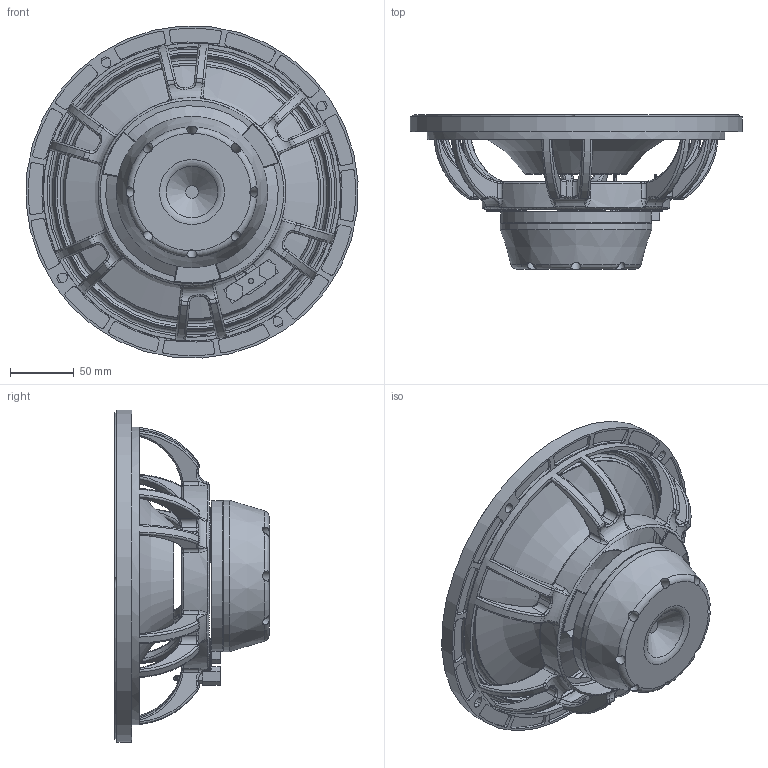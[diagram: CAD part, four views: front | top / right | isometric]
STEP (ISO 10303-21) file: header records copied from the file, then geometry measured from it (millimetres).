
FILE_DESCRIPTION (( 'STEP AP203' ), '1' );
FILE_NAME ('055 3D.STEP', '2023-05-17T13:53:26', ( '' ), ( '' ), 'SwSTEP 2.0', 'SolidWorks 2020', '' );
FILE_SCHEMA (( 'CONFIG_CONTROL_DESIGN' ));
Length unit declared in the file: millimetre
Products named in the file (1): 055 3D
Bounding box: 260.61 x 121 x 260.61 mm (x, y, z)
Surface area: 277748.2 mm2 (no closed solid volume)
Topology: 0 solids, 29 shells, 647 faces, 2009 edges, 1347 vertices
Faces by surface type: cylinder 210, plane 192, bspline 140, torus 88, cone 14, sphere 3
Full cylindrical faces by diameter (mm): 2 x1, 4 x3, 4.3 x1, 8 x8, 75 x1, 118.75 x2, 184 x1, 256 x1, 261.1 x1
Entity records: 33791 total; most frequent: CARTESIAN_POINT 17422, ORIENTED_EDGE 3378, DIRECTION 3129, EDGE_CURVE 1936, VERTEX_POINT 1327, AXIS2_PLACEMENT_3D 1226, EDGE_LOOP 757, CIRCLE 718
